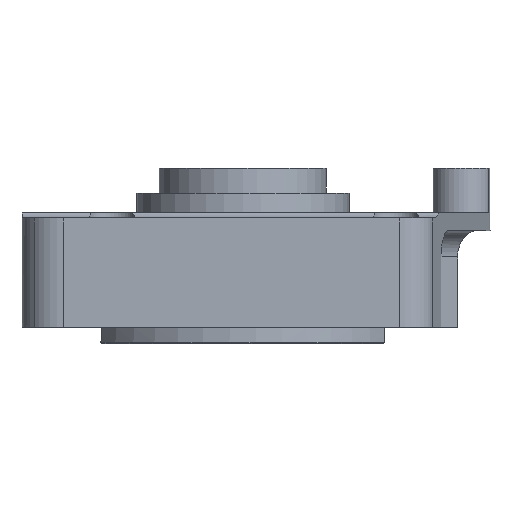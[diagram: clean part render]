
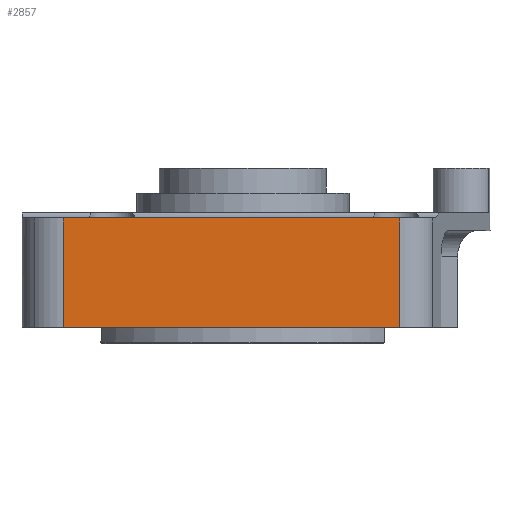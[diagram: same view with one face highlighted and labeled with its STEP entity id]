
A CAD part, front view. The second image highlights one B-rep face of the part: STEP entity #2857.
In plain terms, the highlighted planar face has unit normal (0, -1, 0).
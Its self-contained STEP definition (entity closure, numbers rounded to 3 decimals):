
#86 = DIRECTION ( 'NONE',  ( 0., 0., -1. ) ) ;
#297 = LINE ( 'NONE', #1740, #884 ) ;
#310 = EDGE_CURVE ( 'NONE', #1403, #5350, #297, .T. ) ;
#336 = VECTOR ( 'NONE', #3542, 1000. ) ;
#401 = LINE ( 'NONE', #1102, #336 ) ;
#704 = EDGE_CURVE ( 'NONE', #5350, #5219, #1536, .T. ) ;
#780 = ORIENTED_EDGE ( 'NONE', *, *, #2362, .T. ) ;
#884 = VECTOR ( 'NONE', #1352, 1000. ) ;
#924 = PLANE ( 'NONE',  #3622 ) ;
#1088 = LINE ( 'NONE', #2601, #4143 ) ;
#1102 = CARTESIAN_POINT ( 'NONE',  ( 9.609, -18.187, 0. ) ) ;
#1352 = DIRECTION ( 'NONE',  ( -1., 0., 0. ) ) ;
#1403 = VERTEX_POINT ( 'NONE', #2769 ) ;
#1536 = LINE ( 'NONE', #2242, #2704 ) ;
#1740 = CARTESIAN_POINT ( 'NONE',  ( 9.609, -18.187, 0. ) ) ;
#1767 = DIRECTION ( 'NONE',  ( 0., 0., 1. ) ) ;
#1888 = FACE_OUTER_BOUND ( 'NONE', #3582, .T. ) ;
#2135 = CARTESIAN_POINT ( 'NONE',  ( -31.294, -18.187, 0. ) ) ;
#2166 = DIRECTION ( 'NONE',  ( -1., 0., 0. ) ) ;
#2242 = CARTESIAN_POINT ( 'NONE',  ( -31.294, -18.187, 0. ) ) ;
#2362 = EDGE_CURVE ( 'NONE', #5324, #5219, #1088, .T. ) ;
#2601 = CARTESIAN_POINT ( 'NONE',  ( 9.609, -18.187, 13.272 ) ) ;
#2704 = VECTOR ( 'NONE', #1767, 1000. ) ;
#2769 = CARTESIAN_POINT ( 'NONE',  ( 9.609, -18.187, 0. ) ) ;
#2857 = ADVANCED_FACE ( 'NONE', ( #1888 ), #924, .T. ) ;
#2920 = ORIENTED_EDGE ( 'NONE', *, *, #310, .F. ) ;
#3072 = ORIENTED_EDGE ( 'NONE', *, *, #3785, .T. ) ;
#3130 = CARTESIAN_POINT ( 'NONE',  ( -31.294, -18.187, 13.272 ) ) ;
#3542 = DIRECTION ( 'NONE',  ( 0., 0., 1. ) ) ;
#3582 = EDGE_LOOP ( 'NONE', ( #780, #4337, #2920, #3072 ) ) ;
#3622 = AXIS2_PLACEMENT_3D ( 'NONE', #4224, #4661, #86 ) ;
#3774 = CARTESIAN_POINT ( 'NONE',  ( 9.609, -18.187, 13.272 ) ) ;
#3785 = EDGE_CURVE ( 'NONE', #1403, #5324, #401, .T. ) ;
#4143 = VECTOR ( 'NONE', #2166, 1000. ) ;
#4224 = CARTESIAN_POINT ( 'NONE',  ( 9.609, -18.187, 13.805 ) ) ;
#4337 = ORIENTED_EDGE ( 'NONE', *, *, #704, .F. ) ;
#4661 = DIRECTION ( 'NONE',  ( 0., -1., 0. ) ) ;
#5219 = VERTEX_POINT ( 'NONE', #3130 ) ;
#5324 = VERTEX_POINT ( 'NONE', #3774 ) ;
#5350 = VERTEX_POINT ( 'NONE', #2135 ) ;
